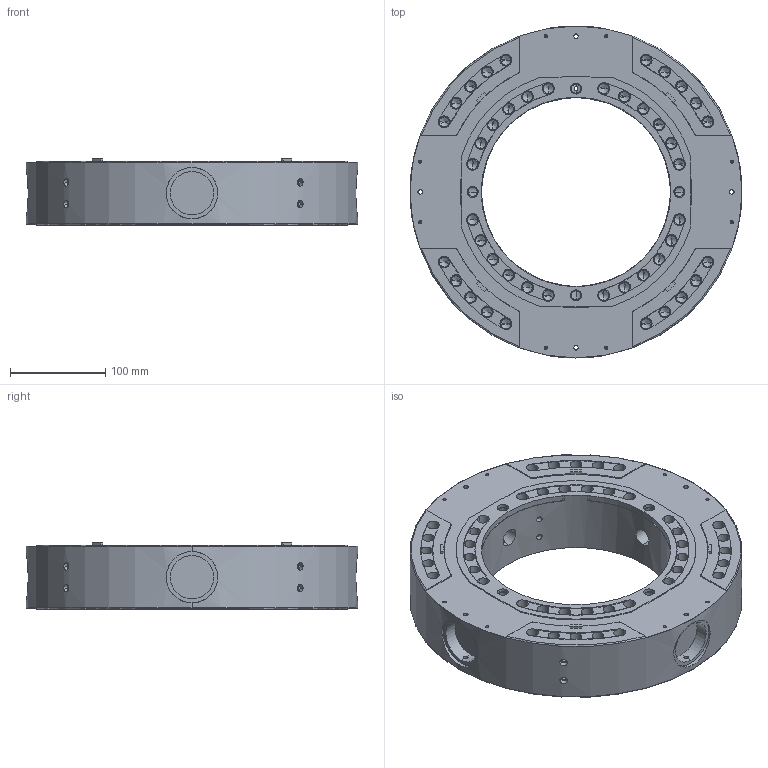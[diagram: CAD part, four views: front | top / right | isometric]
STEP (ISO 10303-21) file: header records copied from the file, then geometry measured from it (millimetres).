
FILE_DESCRIPTION (( 'STEP AP203' ), '1' );
FILE_NAME ('100-363-717.step', '2017-11-06T21:58:59', ( 'vollmer' ), ( '' ), 'SwSTEP 2.0', 'SolidWorks 2016', '' );
FILE_SCHEMA (( 'CONFIG_CONTROL_DESIGN' ));
Length unit declared in the file: inch
Products named in the file (1): 100-363-717
Bounding box: 349.25 x 349.25 x 69.85 mm (x, y, z)
Volume: 3841980.1 mm3; surface area: 377211.3 mm2
Topology: 1 solids, 1 shells, 1033 faces, 2516 edges, 1528 vertices
Faces by surface type: cylinder 623, plane 270, cone 136, torus 4
Entity records: 32827 total; most frequent: CARTESIAN_POINT 8380, DIRECTION 5544, ORIENTED_EDGE 4760, EDGE_CURVE 2380, AXIS2_PLACEMENT_3D 2302, VERTEX_POINT 1528, CIRCLE 1268, EDGE_LOOP 1256
